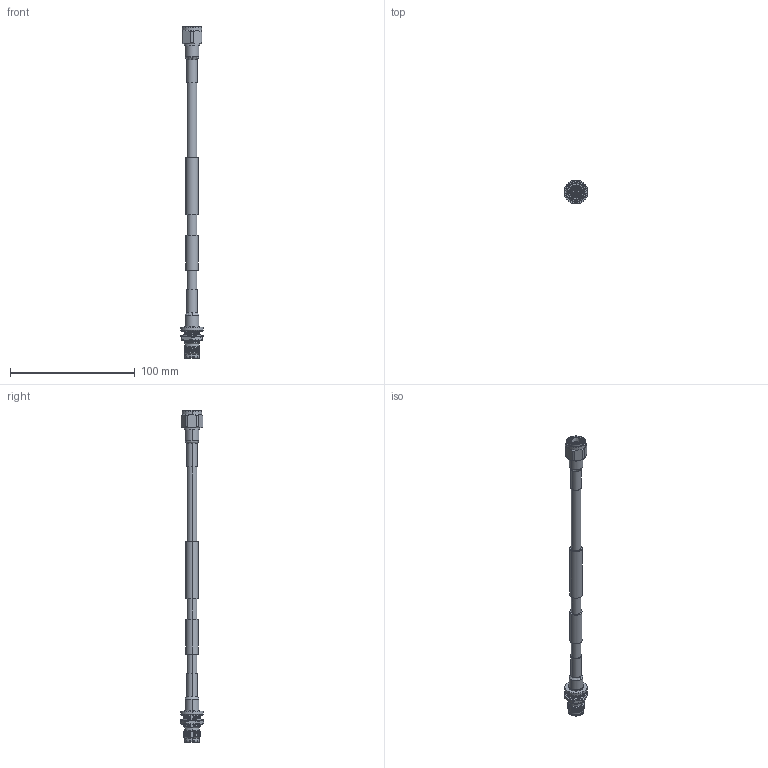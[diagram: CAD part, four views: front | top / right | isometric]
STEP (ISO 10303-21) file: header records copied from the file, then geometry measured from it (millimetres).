
FILE_DESCRIPTION (( 'STEP AP214' ), '1' );
FILE_NAME ('PE3C7859.step', '2021-02-09T19:21:56', ( '' ), ( '' ), 'SwSTEP 2.0', 'SolidWorks 2018', '' );
FILE_SCHEMA (( 'AUTOMOTIVE_DESIGN' ));
Length unit declared in the file: inch
Products named in the file (5): Heat Shrink^PE3C7859; PE3C7859; PE45673^PE3C7859; PE45676^PE3C7859; PE-1/4SFHC^PE3C7859
Assembly tree (5 placements, depth 2):
  PE3C7859
    PE-1/4SFHC^PE3C7859
    Heat Shrink^PE3C7859  x2
    PE45673^PE3C7859
    PE45676^PE3C7859
Bounding box: 19.05 x 19.05 x 265.72 mm (x, y, z)
Volume: 20075.9 mm3; surface area: 13278.7 mm2
Topology: 8 solids, 8 shells, 517 faces, 1374 edges, 895 vertices
Faces by surface type: cylinder 164, bspline 144, plane 115, cone 69, torus 25
Entity records: 51292 total; most frequent: CARTESIAN_POINT 39937, ORIENTED_EDGE 2708, DIRECTION 1876, EDGE_CURVE 1354, VERTEX_POINT 883, AXIS2_PLACEMENT_3D 760, EDGE_LOOP 543, ADVANCED_FACE 509
